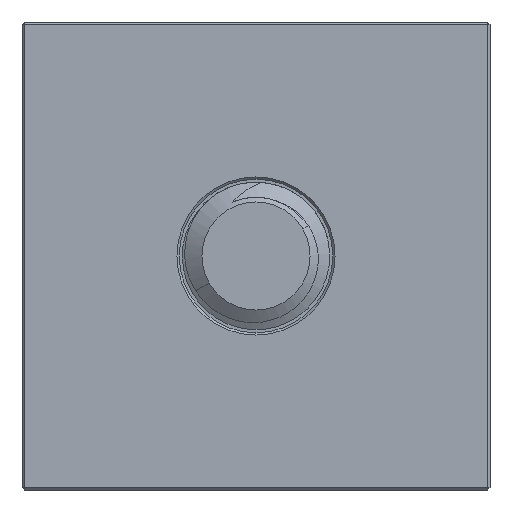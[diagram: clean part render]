
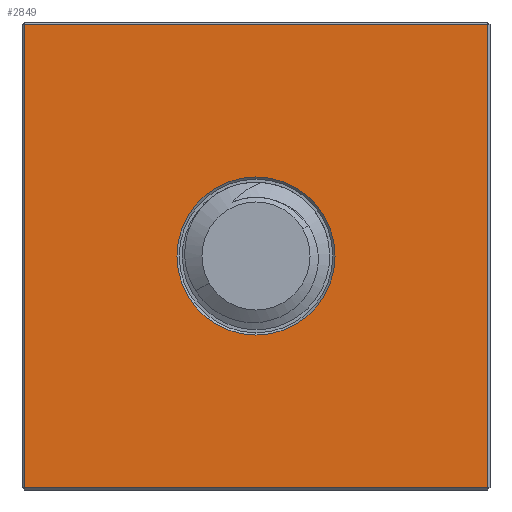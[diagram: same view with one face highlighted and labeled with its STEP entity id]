
A CAD part, front view. The second image highlights one B-rep face of the part: STEP entity #2849.
In plain terms, the highlighted planar face has unit normal (0, -1, 0).
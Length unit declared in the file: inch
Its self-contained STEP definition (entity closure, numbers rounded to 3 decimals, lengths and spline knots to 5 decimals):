
#125 = LINE ( 'NONE', #1139, #1862 ) ;
#276 = CIRCLE ( 'NONE', #5133, 0.169 ) ;
#334 = DIRECTION ( 'NONE',  ( 0., -1., 0. ) ) ;
#460 = DIRECTION ( 'NONE',  ( 0., 1., 0. ) ) ;
#708 = FACE_BOUND ( 'NONE', #4862, .T. ) ;
#806 = LINE ( 'NONE', #3974, #5347 ) ;
#809 = LINE ( 'NONE', #2224, #5183 ) ;
#980 = CARTESIAN_POINT ( 'NONE',  ( -0.5, -0.5, 0.495 ) ) ;
#1139 = CARTESIAN_POINT ( 'NONE',  ( 0.495, -0.5, 0.5 ) ) ;
#1141 = ORIENTED_EDGE ( 'NONE', *, *, #4639, .T. ) ;
#1232 = VERTEX_POINT ( 'NONE', #3707 ) ;
#1263 = DIRECTION ( 'NONE',  ( 0., 0., 1. ) ) ;
#1598 = DIRECTION ( 'NONE',  ( 0., 0., 1. ) ) ;
#1862 = VECTOR ( 'NONE', #1598, 39.37008 ) ;
#1879 = CIRCLE ( 'NONE', #5768, 0.169 ) ;
#1908 = ORIENTED_EDGE ( 'NONE', *, *, #2539, .T. ) ;
#2141 = CARTESIAN_POINT ( 'NONE',  ( -0.495, -0.5, -0.495 ) ) ;
#2160 = DIRECTION ( 'NONE',  ( 0., 0., 1. ) ) ;
#2224 = CARTESIAN_POINT ( 'NONE',  ( 0.5, -0.5, -0.495 ) ) ;
#2539 = EDGE_CURVE ( 'NONE', #6014, #3626, #809, .T. ) ;
#2849 = ADVANCED_FACE ( 'NONE', ( #4587, #708 ), #3615, .T. ) ;
#2858 = DIRECTION ( 'NONE',  ( -1., 0., 0. ) ) ;
#2889 = LINE ( 'NONE', #980, #4270 ) ;
#3084 = VERTEX_POINT ( 'NONE', #3864 ) ;
#3182 = EDGE_CURVE ( 'NONE', #3229, #3084, #2889, .T. ) ;
#3229 = VERTEX_POINT ( 'NONE', #4049 ) ;
#3539 = DIRECTION ( 'NONE',  ( 0., 1., 0. ) ) ;
#3615 = PLANE ( 'NONE',  #3688 ) ;
#3626 = VERTEX_POINT ( 'NONE', #5724 ) ;
#3688 = AXIS2_PLACEMENT_3D ( 'NONE', #5513, #334, #4120 ) ;
#3707 = CARTESIAN_POINT ( 'NONE',  ( 0., -0.5, 0.169 ) ) ;
#3806 = DIRECTION ( 'NONE',  ( 1., 0., 0. ) ) ;
#3860 = ORIENTED_EDGE ( 'NONE', *, *, #5285, .T. ) ;
#3864 = CARTESIAN_POINT ( 'NONE',  ( -0.495, -0.5, 0.495 ) ) ;
#3974 = CARTESIAN_POINT ( 'NONE',  ( -0.495, -0.5, 0.5 ) ) ;
#4006 = ORIENTED_EDGE ( 'NONE', *, *, #3182, .T. ) ;
#4049 = CARTESIAN_POINT ( 'NONE',  ( 0.495, -0.5, 0.495 ) ) ;
#4067 = EDGE_CURVE ( 'NONE', #5603, #1232, #1879, .T. ) ;
#4070 = DIRECTION ( 'NONE',  ( 0., 0., -1. ) ) ;
#4120 = DIRECTION ( 'NONE',  ( 1., 0., 0. ) ) ;
#4270 = VECTOR ( 'NONE', #2858, 39.37008 ) ;
#4376 = EDGE_CURVE ( 'NONE', #3084, #6014, #806, .T. ) ;
#4531 = CARTESIAN_POINT ( 'NONE',  ( 0., -0.5, -0.169 ) ) ;
#4587 = FACE_OUTER_BOUND ( 'NONE', #4775, .T. ) ;
#4639 = EDGE_CURVE ( 'NONE', #3626, #3229, #125, .T. ) ;
#4662 = ORIENTED_EDGE ( 'NONE', *, *, #4067, .T. ) ;
#4775 = EDGE_LOOP ( 'NONE', ( #4006, #4994, #1908, #1141 ) ) ;
#4862 = EDGE_LOOP ( 'NONE', ( #4662, #3860 ) ) ;
#4994 = ORIENTED_EDGE ( 'NONE', *, *, #4376, .T. ) ;
#5133 = AXIS2_PLACEMENT_3D ( 'NONE', #5555, #3539, #2160 ) ;
#5183 = VECTOR ( 'NONE', #3806, 39.37008 ) ;
#5285 = EDGE_CURVE ( 'NONE', #1232, #5603, #276, .T. ) ;
#5347 = VECTOR ( 'NONE', #4070, 39.37008 ) ;
#5513 = CARTESIAN_POINT ( 'NONE',  ( 0.5, -0.5, 0.5 ) ) ;
#5520 = CARTESIAN_POINT ( 'NONE',  ( 0., -0.5, 0. ) ) ;
#5555 = CARTESIAN_POINT ( 'NONE',  ( 0., -0.5, 0. ) ) ;
#5603 = VERTEX_POINT ( 'NONE', #4531 ) ;
#5724 = CARTESIAN_POINT ( 'NONE',  ( 0.495, -0.5, -0.495 ) ) ;
#5768 = AXIS2_PLACEMENT_3D ( 'NONE', #5520, #460, #1263 ) ;
#6014 = VERTEX_POINT ( 'NONE', #2141 ) ;
